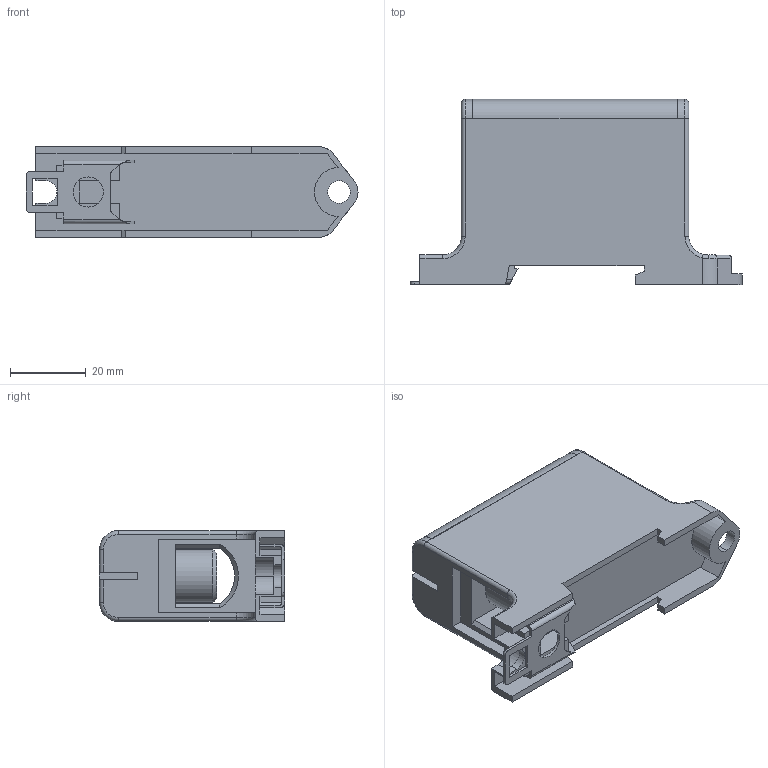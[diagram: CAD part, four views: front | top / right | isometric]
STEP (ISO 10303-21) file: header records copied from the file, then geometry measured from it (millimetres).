
FILE_DESCRIPTION (( 'STEP AP214' ), '1' );
FILE_NAME ('YZN12-095-K03 Êëåììà ââîäíàÿ ñèëîâàÿ ÊÂÑ 16–95 ìì2.STEP', '2020-02-25T11:32:01', ( '' ), ( '' ), 'SwSTEP 2.0', 'SolidWorks 2017', '' );
FILE_SCHEMA (( 'AUTOMOTIVE_DESIGN' ));
Length unit declared in the file: millimetre
Products named in the file (1): YZN12-095-K03 Êëåììà ââîäíàÿ ñèëîâàÿ ÊÂÑ 16–95 ìì2
Bounding box: 87.9 x 49 x 24 mm (x, y, z)
Volume: 50644.7 mm3; surface area: 19792.3 mm2
Topology: 1 solids, 1 shells, 210 faces, 570 edges, 368 vertices
Faces by surface type: plane 136, cylinder 56, torus 10, cone 6, bspline 2
Entity records: 6652 total; most frequent: CARTESIAN_POINT 1264, ORIENTED_EDGE 1140, DIRECTION 1084, EDGE_CURVE 570, LINE 428, VECTOR 428, VERTEX_POINT 368, AXIS2_PLACEMENT_3D 328
